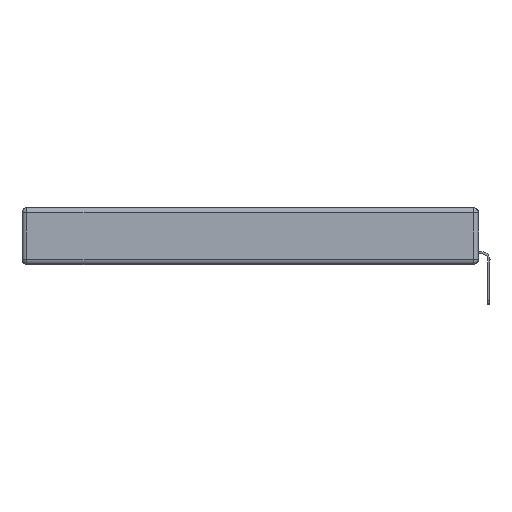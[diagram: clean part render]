
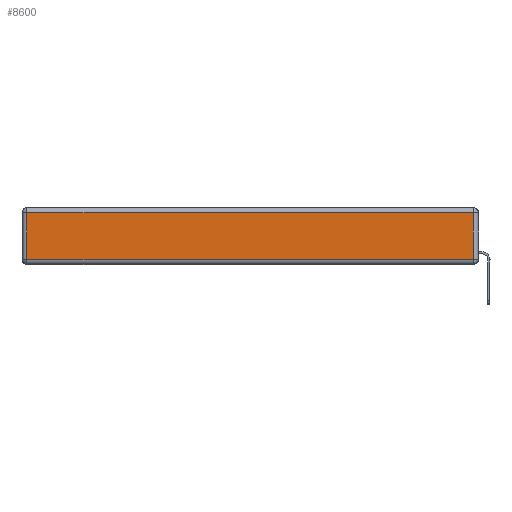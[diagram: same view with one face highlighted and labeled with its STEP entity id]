
A CAD part, left-side view. The second image highlights one B-rep face of the part: STEP entity #8600.
In plain terms, the highlighted planar face has unit normal (-1, 0, 0).
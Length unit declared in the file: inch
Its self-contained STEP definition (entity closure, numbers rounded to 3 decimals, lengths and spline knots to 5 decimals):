
#1008 = VERTEX_POINT ( 'NONE', #18047 ) ;
#1240 = VERTEX_POINT ( 'NONE', #1772 ) ;
#1408 = VECTOR ( 'NONE', #20492, 39.37008 ) ;
#1772 = CARTESIAN_POINT ( 'NONE',  ( 0., 0.03, -0.03 ) ) ;
#2266 = DIRECTION ( 'NONE',  ( 0., 0., 1. ) ) ;
#3141 = LINE ( 'NONE', #8513, #4020 ) ;
#3355 = ORIENTED_EDGE ( 'NONE', *, *, #5900, .T. ) ;
#3425 = DIRECTION ( 'NONE',  ( 0., 0., -1. ) ) ;
#4020 = VECTOR ( 'NONE', #16718, 39.37008 ) ;
#4131 = ORIENTED_EDGE ( 'NONE', *, *, #17656, .T. ) ;
#4434 = DIRECTION ( 'NONE',  ( 0., 0., 1. ) ) ;
#5900 = EDGE_CURVE ( 'NONE', #8238, #1240, #17531, .T. ) ;
#7009 = LINE ( 'NONE', #13453, #8256 ) ;
#7049 = ORIENTED_EDGE ( 'NONE', *, *, #13180, .T. ) ;
#8238 = VERTEX_POINT ( 'NONE', #10235 ) ;
#8246 = EDGE_CURVE ( 'NONE', #1008, #14310, #7009, .T. ) ;
#8256 = VECTOR ( 'NONE', #3425, 39.37008 ) ;
#8326 = CARTESIAN_POINT ( 'NONE',  ( 0., 0., -0.313 ) ) ;
#8513 = CARTESIAN_POINT ( 'NONE',  ( 0., 2.75, -0.03 ) ) ;
#8600 = ADVANCED_FACE ( 'NONE', ( #12900 ), #19661, .T. ) ;
#10235 = CARTESIAN_POINT ( 'NONE',  ( 0., 0.03, -0.313 ) ) ;
#11283 = AXIS2_PLACEMENT_3D ( 'NONE', #13222, #13104, #4434 ) ;
#12004 = ORIENTED_EDGE ( 'NONE', *, *, #8246, .T. ) ;
#12900 = FACE_OUTER_BOUND ( 'NONE', #16831, .T. ) ;
#13104 = DIRECTION ( 'NONE',  ( -1., 0., 0. ) ) ;
#13180 = EDGE_CURVE ( 'NONE', #14310, #8238, #16952, .T. ) ;
#13222 = CARTESIAN_POINT ( 'NONE',  ( 0., 0., -0.343 ) ) ;
#13453 = CARTESIAN_POINT ( 'NONE',  ( 0., 2.72, -0.343 ) ) ;
#14310 = VERTEX_POINT ( 'NONE', #18102 ) ;
#14337 = VECTOR ( 'NONE', #2266, 39.37008 ) ;
#16718 = DIRECTION ( 'NONE',  ( 0., 1., 0. ) ) ;
#16831 = EDGE_LOOP ( 'NONE', ( #7049, #3355, #4131, #12004 ) ) ;
#16952 = LINE ( 'NONE', #8326, #1408 ) ;
#17531 = LINE ( 'NONE', #19076, #14337 ) ;
#17656 = EDGE_CURVE ( 'NONE', #1240, #1008, #3141, .T. ) ;
#18047 = CARTESIAN_POINT ( 'NONE',  ( 0., 2.72, -0.03 ) ) ;
#18102 = CARTESIAN_POINT ( 'NONE',  ( 0., 2.72, -0.313 ) ) ;
#19076 = CARTESIAN_POINT ( 'NONE',  ( 0., 0.03, -0.343 ) ) ;
#19661 = PLANE ( 'NONE',  #11283 ) ;
#20492 = DIRECTION ( 'NONE',  ( 0., -1., 0. ) ) ;
